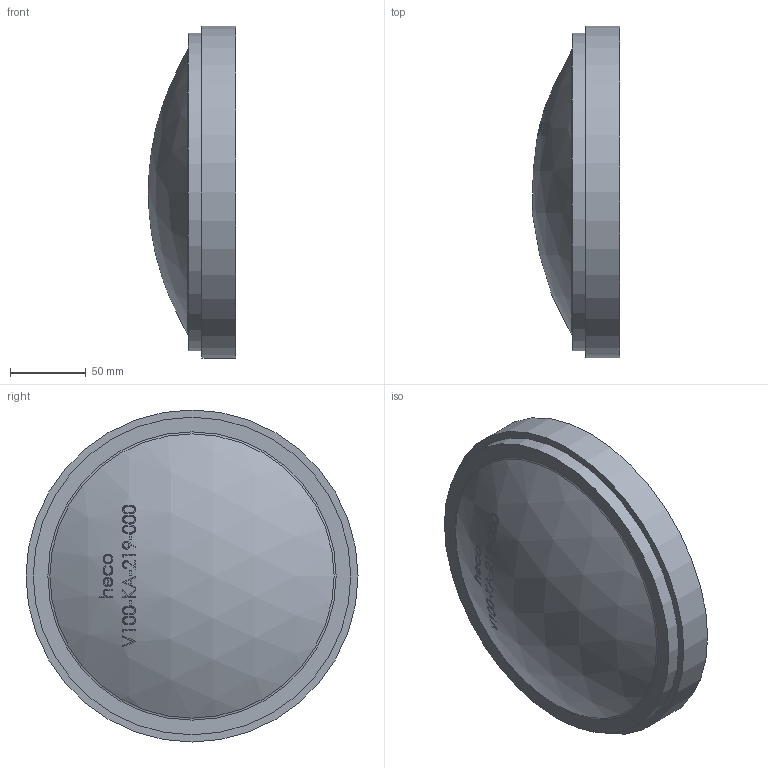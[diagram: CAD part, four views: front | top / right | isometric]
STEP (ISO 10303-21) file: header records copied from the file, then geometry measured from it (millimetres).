
FILE_DESCRIPTION (( 'STEP AP214' ), '1' );
FILE_NAME ('V100-KA-219-000-x Typ E496 DN200 800 Ø219,1 1812.STEP', '2018-12-19T11:11:54', ( '' ), ( '' ), 'SwSTEP 2.0', 'SolidWorks 2016', '' );
FILE_SCHEMA (( 'AUTOMOTIVE_DESIGN' ));
Length unit declared in the file: inch
Products named in the file (1): V100-KA-219-000-x Typ E496 DN200 800 Ø219,1 1812
Bounding box: 57.61 x 219.07 x 219.07 mm (x, y, z)
Volume: 393241 mm3; surface area: 113075.4 mm2
Topology: 1 solids, 1 shells, 208 faces, 525 edges, 350 vertices
Faces by surface type: bspline 95, plane 78, sphere 30, cylinder 3, torus 2
Full cylindrical faces by diameter (mm): 201.168 x1, 209.55 x1, 219.075 x1
Entity records: 14797 total; most frequent: CARTESIAN_POINT 7814, ORIENTED_EDGE 1038, DIRECTION 712, EDGE_CURVE 519, VERTEX_POINT 349, AXIS2_PLACEMENT_3D 271, EDGE_LOOP 244, FACE_OUTER_BOUND 213
